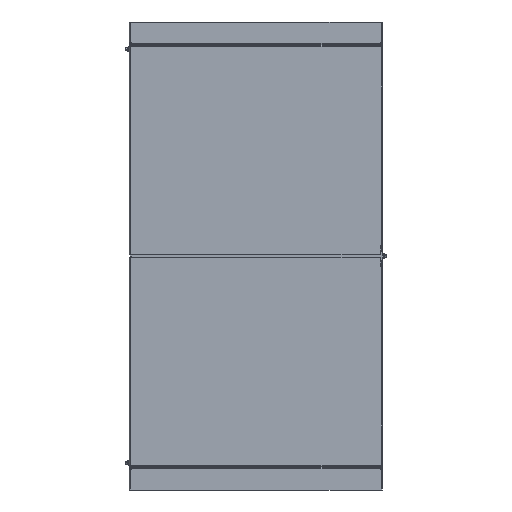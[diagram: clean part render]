
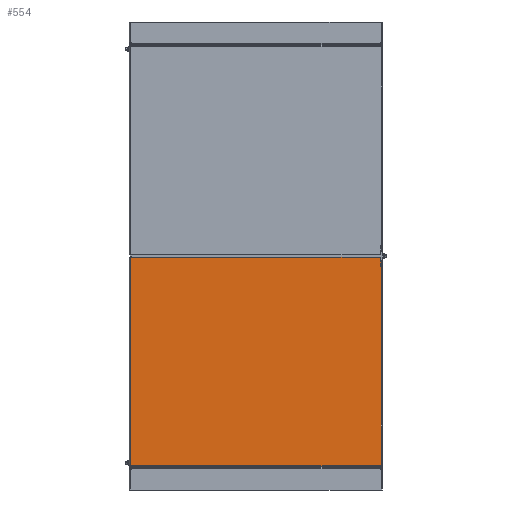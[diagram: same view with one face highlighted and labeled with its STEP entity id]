
A CAD part, front view. The second image highlights one B-rep face of the part: STEP entity #554.
In plain terms, the highlighted planar face has unit normal (0, -1, 0).
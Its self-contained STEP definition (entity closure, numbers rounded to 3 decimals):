
#554=ADVANCED_FACE('',(#1200),#10398,.T.);
#1200=FACE_OUTER_BOUND('',#1933,.T.);
#1933=EDGE_LOOP('',(#4455,#4456,#4457,#4458,#4459,#4460,#4461,#4462,#4463,
#4464,#4465));
#4455=ORIENTED_EDGE('',*,*,#6634,.T.);
#4456=ORIENTED_EDGE('',*,*,#6184,.F.);
#4457=ORIENTED_EDGE('',*,*,#6194,.F.);
#4458=ORIENTED_EDGE('',*,*,#5805,.F.);
#4459=ORIENTED_EDGE('',*,*,#5788,.F.);
#4460=ORIENTED_EDGE('',*,*,#6575,.F.);
#4461=ORIENTED_EDGE('',*,*,#6431,.F.);
#4462=ORIENTED_EDGE('',*,*,#6570,.F.);
#4463=ORIENTED_EDGE('',*,*,#6635,.T.);
#4464=ORIENTED_EDGE('',*,*,#6266,.F.);
#4465=ORIENTED_EDGE('',*,*,#6253,.F.);
#5788=EDGE_CURVE('',#9026,#9027,#8049,.T.);
#5805=EDGE_CURVE('',#9027,#9039,#8059,.T.);
#6184=EDGE_CURVE('',#9413,#9414,#8288,.T.);
#6194=EDGE_CURVE('',#9039,#9413,#8295,.T.);
#6253=EDGE_CURVE('',#9469,#9470,#8334,.T.);
#6266=EDGE_CURVE('',#9470,#9483,#8342,.T.);
#6431=EDGE_CURVE('',#9511,#9512,#7524,.T.);
#6570=EDGE_CURVE('',#9551,#9511,#8474,.T.);
#6575=EDGE_CURVE('',#9512,#9026,#8478,.T.);
#6634=EDGE_CURVE('',#9469,#9414,#8514,.T.);
#6635=EDGE_CURVE('',#9551,#9483,#8515,.T.);
#7524=(
BOUNDED_CURVE()
B_SPLINE_CURVE(2,(#18331,#18332,#18333),.UNSPECIFIED.,.F.,.F.)
B_SPLINE_CURVE_WITH_KNOTS((3,3),(-1.571,0.),.UNSPECIFIED.)
CURVE()
GEOMETRIC_REPRESENTATION_ITEM()
RATIONAL_B_SPLINE_CURVE((1.,0.707,1.))
REPRESENTATION_ITEM('')
);
#8049=B_SPLINE_CURVE_WITH_KNOTS('',1,(#16672,#16673),.UNSPECIFIED.,.F.,
 .F.,(2,2),(0.,1.5),.UNSPECIFIED.);
#8059=B_SPLINE_CURVE_WITH_KNOTS('',1,(#16713,#16714),.UNSPECIFIED.,.F.,
 .F.,(2,2),(-395.5,0.),.UNSPECIFIED.);
#8288=B_SPLINE_CURVE_WITH_KNOTS('',1,(#17675,#17676),.UNSPECIFIED.,.F.,
 .F.,(2,2),(0.,1.536),.UNSPECIFIED.);
#8295=B_SPLINE_CURVE_WITH_KNOTS('',1,(#17700,#17701),.UNSPECIFIED.,.F.,
 .F.,(2,2),(0.,2.3),.UNSPECIFIED.);
#8334=B_SPLINE_CURVE_WITH_KNOTS('',1,(#17844,#17845),.UNSPECIFIED.,.F.,
 .F.,(2,2),(0.,1.536),.UNSPECIFIED.);
#8342=B_SPLINE_CURVE_WITH_KNOTS('',1,(#17877,#17878),.UNSPECIFIED.,.F.,
 .F.,(2,2),(0.,2.3),.UNSPECIFIED.);
#8474=B_SPLINE_CURVE_WITH_KNOTS('',1,(#18688,#18689),.UNSPECIFIED.,.F.,
 .F.,(2,2),(-497.5,0.),.UNSPECIFIED.);
#8478=B_SPLINE_CURVE_WITH_KNOTS('',1,(#18699,#18700),.UNSPECIFIED.,.F.,
 .F.,(2,2),(0.,21.5),.UNSPECIFIED.);
#8514=B_SPLINE_CURVE_WITH_KNOTS('',1,(#18850,#18851),.UNSPECIFIED.,.F.,
 .F.,(2,2),(0.,495.4),.UNSPECIFIED.);
#8515=B_SPLINE_CURVE_WITH_KNOTS('',1,(#18852,#18853),.UNSPECIFIED.,.F.,
 .F.,(2,2),(0.,418.),.UNSPECIFIED.);
#9026=VERTEX_POINT('',#15893);
#9027=VERTEX_POINT('',#15894);
#9039=VERTEX_POINT('',#15906);
#9413=VERTEX_POINT('',#16280);
#9414=VERTEX_POINT('',#16281);
#9469=VERTEX_POINT('',#16336);
#9470=VERTEX_POINT('',#16337);
#9483=VERTEX_POINT('',#16350);
#9511=VERTEX_POINT('',#16378);
#9512=VERTEX_POINT('',#16379);
#9551=VERTEX_POINT('',#16418);
#10398=PLANE('',#10739);
#10739=AXIS2_PLACEMENT_3D('',#15142,#11046,$);
#11046=DIRECTION('',(0.,-1.,0.));
#15142=CARTESIAN_POINT('',(-300.,-1.5,557.5));
#15893=CARTESIAN_POINT('',(298.5,-1.5,535.));
#15894=CARTESIAN_POINT('',(300.,-1.5,535.));
#15906=CARTESIAN_POINT('',(300.,-1.5,59.5));
#16280=CARTESIAN_POINT('',(297.7,-1.5,59.5));
#16281=CARTESIAN_POINT('',(297.7,-1.5,57.964));
#16336=CARTESIAN_POINT('',(-297.7,-1.5,57.964));
#16337=CARTESIAN_POINT('',(-297.7,-1.5,59.5));
#16350=CARTESIAN_POINT('',(-300.,-1.5,59.5));
#16378=CARTESIAN_POINT('',(297.5,-1.5,557.5));
#16379=CARTESIAN_POINT('',(298.5,-1.5,556.5));
#16418=CARTESIAN_POINT('',(-300.,-1.5,557.5));
#16672=CARTESIAN_POINT('',(298.5,-1.5,535.));
#16673=CARTESIAN_POINT('',(300.,-1.5,535.));
#16713=CARTESIAN_POINT('',(300.,-1.5,535.));
#16714=CARTESIAN_POINT('',(300.,-1.5,59.5));
#17675=CARTESIAN_POINT('',(297.7,-1.5,59.5));
#17676=CARTESIAN_POINT('',(297.7,-1.5,57.964));
#17700=CARTESIAN_POINT('',(300.,-1.5,59.5));
#17701=CARTESIAN_POINT('',(297.7,-1.5,59.5));
#17844=CARTESIAN_POINT('',(-297.7,-1.5,57.964));
#17845=CARTESIAN_POINT('',(-297.7,-1.5,59.5));
#17877=CARTESIAN_POINT('',(-297.7,-1.5,59.5));
#17878=CARTESIAN_POINT('',(-300.,-1.5,59.5));
#18331=CARTESIAN_POINT('',(297.5,-1.5,557.5));
#18332=CARTESIAN_POINT('',(298.5,-1.5,557.5));
#18333=CARTESIAN_POINT('',(298.5,-1.5,556.5));
#18688=CARTESIAN_POINT('',(-300.,-1.5,557.5));
#18689=CARTESIAN_POINT('',(297.5,-1.5,557.5));
#18699=CARTESIAN_POINT('',(298.5,-1.5,556.5));
#18700=CARTESIAN_POINT('',(298.5,-1.5,535.));
#18850=CARTESIAN_POINT('',(-297.7,-1.5,57.964));
#18851=CARTESIAN_POINT('',(297.7,-1.5,57.964));
#18852=CARTESIAN_POINT('',(-300.,-1.5,557.5));
#18853=CARTESIAN_POINT('',(-300.,-1.5,59.5));
